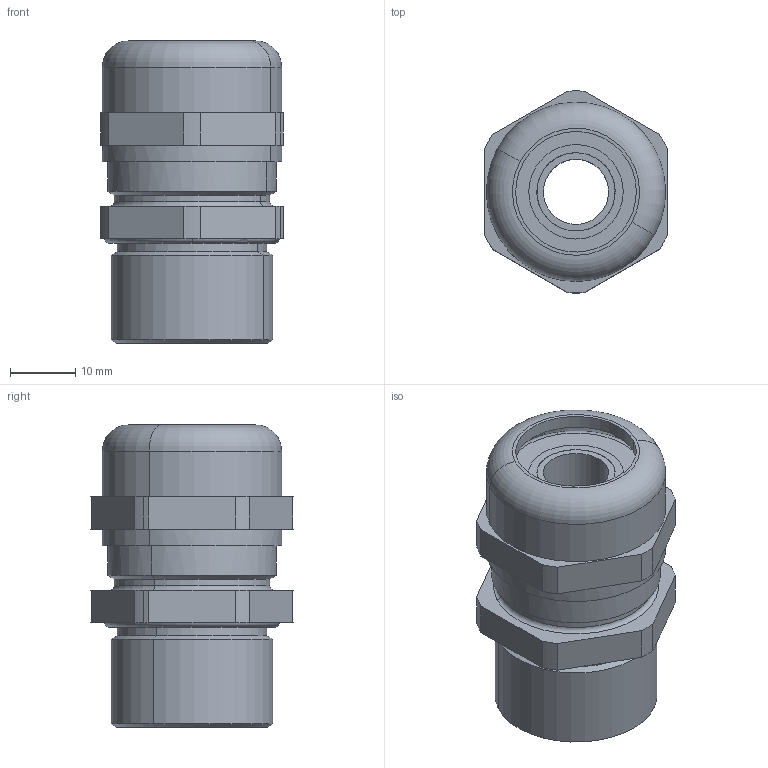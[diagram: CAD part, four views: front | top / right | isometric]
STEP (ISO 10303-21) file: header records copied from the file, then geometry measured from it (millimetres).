
FILE_DESCRIPTION(('CATIA V5R24 STEP','CAx-IF Rec.Pracs.--- Model Styling and Organization---1.2---2011-12-15'),'2;1');
FILE_NAME ('D1452094_0_1460070000_1460070000.stp','2018-04-06T09:03:14+00:00',('none'),('Weidmueller'),'CATIA Version 5-6 Release 2014 SP4 HF52','CATIA V5 STEP AP214','none');
FILE_SCHEMA(('AUTOMOTIVE_DESIGN { 1 0 10303 214 1 1 1 1 }'));
Length unit declared in the file: millimetre
Products named in the file (1): 1460070000_VG_M25_EXE_MS
Bounding box: 28 x 30.99 x 46.35 mm (x, y, z)
Volume: 15821.1 mm3; surface area: 15635 mm2
Topology: 4 solids, 4 shells, 108 faces, 242 edges, 154 vertices
Faces by surface type: cylinder 56, plane 32, cone 12, torus 8
Entity records: 3094 total; most frequent: CARTESIAN_POINT 667, ORIENTED_EDGE 484, DIRECTION 391, EDGE_CURVE 242, AXIS2_PLACEMENT_3D 206, VERTEX_POINT 154, EDGE_LOOP 128, CIRCLE 123
